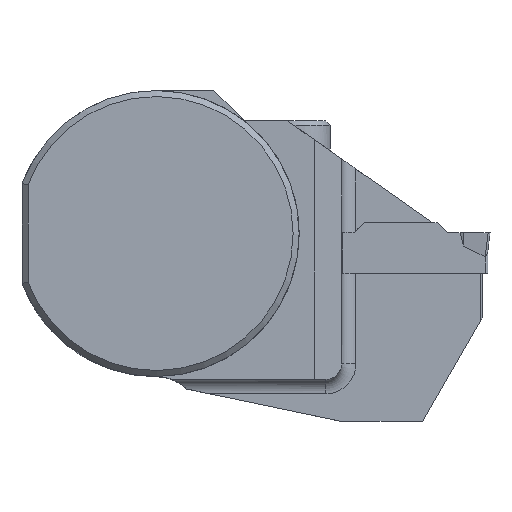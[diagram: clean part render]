
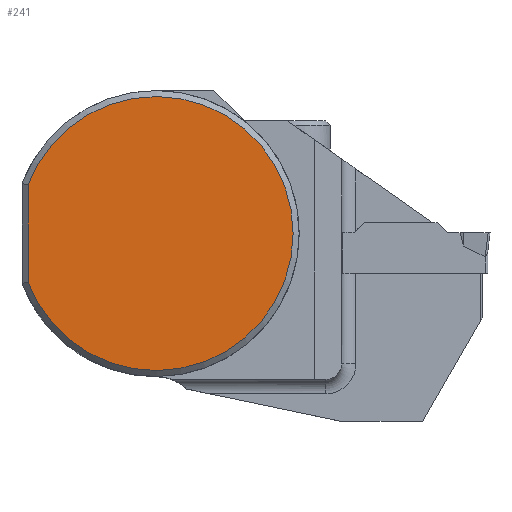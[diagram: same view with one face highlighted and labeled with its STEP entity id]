
A CAD part, top view. The second image highlights one B-rep face of the part: STEP entity #241.
In plain terms, the highlighted planar face has unit normal (0, 0, 1).
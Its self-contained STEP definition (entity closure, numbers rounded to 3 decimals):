
#177=CIRCLE('',#1852,15.325);
#241=ADVANCED_FACE('',(#378),#313,.F.);
#313=PLANE('',#1855);
#378=FACE_OUTER_BOUND('',#466,.T.);
#466=EDGE_LOOP('',(#836,#837));
#836=ORIENTED_EDGE('',*,*,#1303,.F.);
#837=ORIENTED_EDGE('',*,*,#1310,.T.);
#1099=VERTEX_POINT('',#2918);
#1100=VERTEX_POINT('',#2923);
#1303=EDGE_CURVE('',#1100,#1099,#1474,.T.);
#1310=EDGE_CURVE('',#1100,#1099,#177,.T.);
#1474=LINE('',#2924,#1624);
#1624=VECTOR('',#2204,1.);
#1852=AXIS2_PLACEMENT_3D('',#2939,#2227,#2228);
#1855=AXIS2_PLACEMENT_3D('',#2942,#2233,#2234);
#2204=DIRECTION('',(0.,1.,0.));
#2227=DIRECTION('',(0.,0.,1.));
#2228=DIRECTION('',(1.,0.,0.));
#2233=DIRECTION('',(0.,0.,-1.));
#2234=DIRECTION('',(1.,0.,0.));
#2918=CARTESIAN_POINT('',(-14.325,5.445,0.));
#2923=CARTESIAN_POINT('',(-14.325,-5.445,0.));
#2924=CARTESIAN_POINT('',(-14.325,16.,0.));
#2939=CARTESIAN_POINT('',(0.,0.,0.));
#2942=CARTESIAN_POINT('',(0.,0.,0.));
